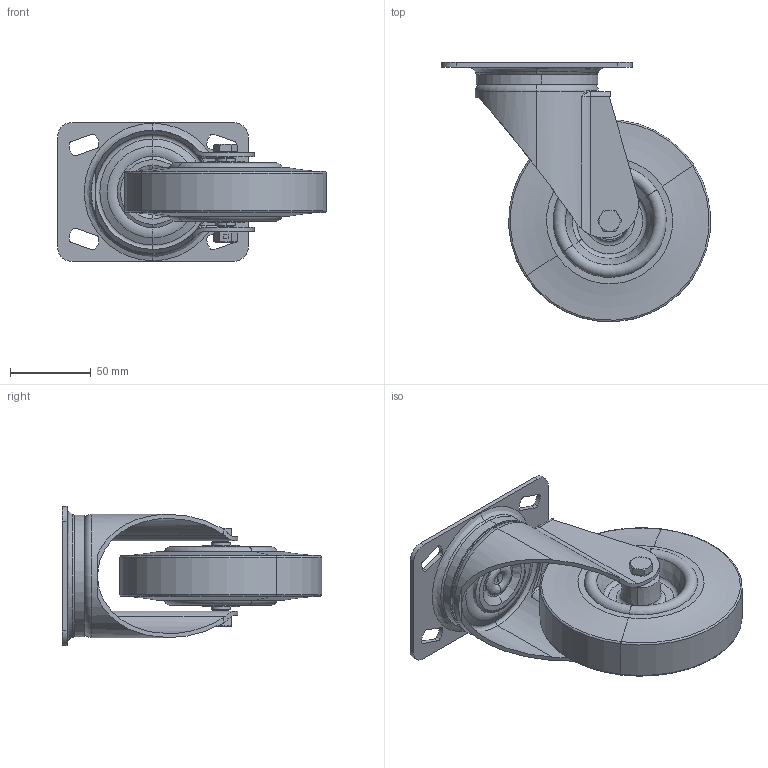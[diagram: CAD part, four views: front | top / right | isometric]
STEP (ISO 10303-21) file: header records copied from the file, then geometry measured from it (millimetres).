
FILE_DESCRIPTION (( 'STEP AP214' ), '1' );
FILE_NAME ('0030260_L-IT-HGK-125-G-3-rot.STEP', '2016-12-21T09:33:47', ( '' ), ( '' ), 'SwSTEP 2.0', 'SolidWorks 2016', '' );
FILE_SCHEMA (( 'AUTOMOTIVE_DESIGN' ));
Length unit declared in the file: millimetre
Products named in the file (1): 0030260_L-IT-HGK-125-G-3-rot
Bounding box: 166.38 x 160.38 x 86 mm (x, y, z)
Surface area: 106077 mm2 (no closed solid volume)
Topology: 0 solids, 14 shells, 276 faces, 657 edges, 403 vertices
Faces by surface type: cylinder 86, plane 80, cone 38, torus 36, bspline 36
Entity records: 12816 total; most frequent: CARTESIAN_POINT 3399, DIRECTION 1391, ORIENTED_EDGE 1262, EDGE_CURVE 651, AXIS2_PLACEMENT_3D 585, VERTEX_POINT 403, CIRCLE 344, EDGE_LOOP 313
